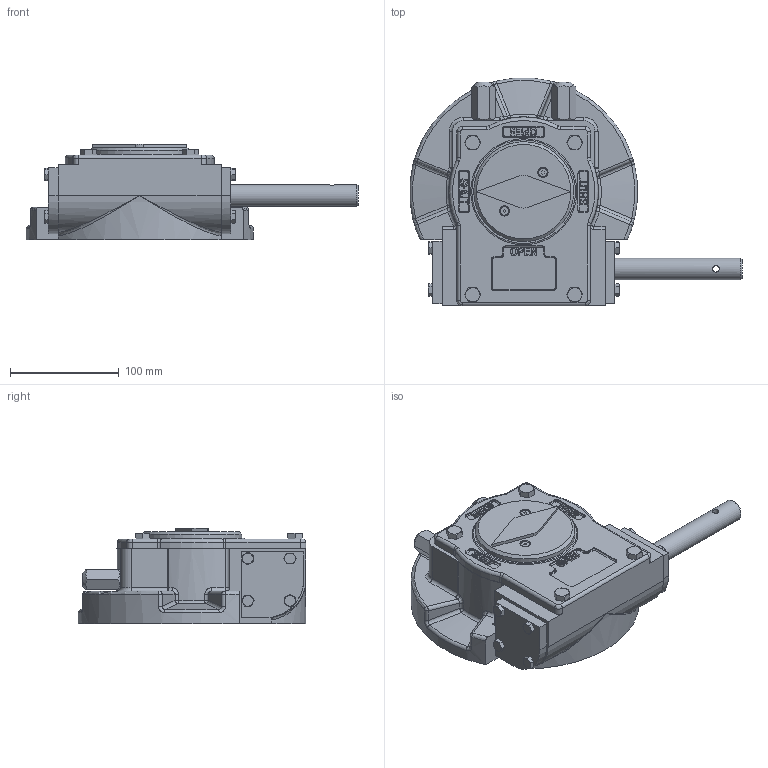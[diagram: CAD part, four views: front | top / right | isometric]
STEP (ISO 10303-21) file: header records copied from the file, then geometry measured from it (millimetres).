
FILE_DESCRIPTION( ( 'Unknown' ), '1' );
FILE_NAME( 'AB550G LB LH.stp', 'Unknown', ( 'Unknown' ), ( 'Unknown' ), 'PSStep 15.0.49', 'Unknown', ' ' );
FILE_SCHEMA( ( 'AUTOMOTIVE_DESIGN { 1 0 10303 214 1 1 1 1 }' ) );
Length unit declared in the file: millimetre
Products named in the file (1): 21B0Z10000002
Bounding box: 305.66 x 209.66 x 87.68 mm (x, y, z)
Volume: 1757198.6 mm3; surface area: 261710.2 mm2
Topology: 1 solids, 31 shells, 1246 faces, 3172 edges, 2006 vertices
Faces by surface type: plane 481, cylinder 300, cone 199, torus 160, bspline 48, extrusion 30, sphere 28
Full cylindrical faces by diameter (mm): 3 x1, 3.242 x4, 4 x2, 4.5 x2, 5.6 x3, 6 x9, 6.647 x8, 7 x8, 8 x6, 9 x4, 10.2 x2, 16 x3, 20 x2, 20.5 x2, 23 x2, 24 x1, 25 x2, 25.2 x1, 26 x2, 57.15 x2, 59 x2, 60 x3, 68 x1, 75 x1, 81 x1, 86.6 x1, 92 x1
Entity records: 57428 total; most frequent: CARTESIAN_POINT 19801, ORIENTED_EDGE 5862, DIRECTION 5358, EDGE_CURVE 2931, AXIS2_PLACEMENT_3D 2208, VERTEX_POINT 1931, EDGE_LOOP 1464, FACE_OUTER_BOUND 1339
